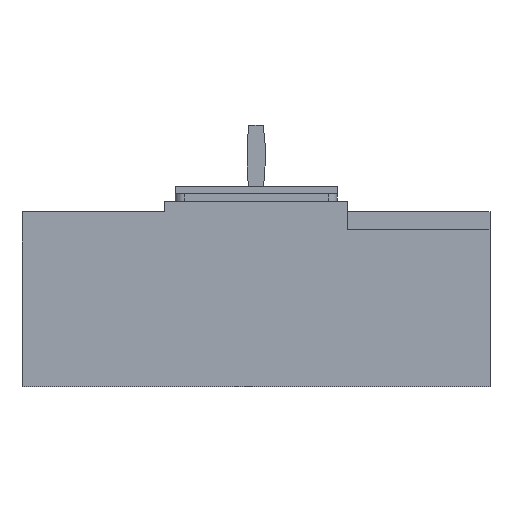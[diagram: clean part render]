
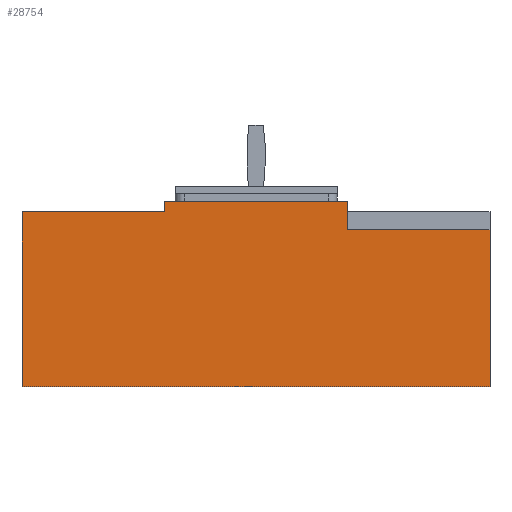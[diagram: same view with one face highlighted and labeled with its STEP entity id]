
A CAD part, left-side view. The second image highlights one B-rep face of the part: STEP entity #28754.
In plain terms, the highlighted free-form (B-spline) face has degree [1, 1] with [2, 2] control points.
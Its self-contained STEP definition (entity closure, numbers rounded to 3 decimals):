
#28754 = ADVANCED_FACE('',(#28755),#28769,.T.);
#28755 = FACE_BOUND('',#28756,.T.);
#28756 = EDGE_LOOP('',(#28757,#28779,#28794,#28809,#28824,#28839,#28854,
    #28869));
#28757 = ORIENTED_EDGE('',*,*,#28758,.T.);
#28758 = EDGE_CURVE('',#28759,#28761,#28763,.T.);
#28759 = VERTEX_POINT('',#28760);
#28760 = CARTESIAN_POINT('',(-81.678,-123.883,31.5)
  );
#28761 = VERTEX_POINT('',#28762);
#28762 = CARTESIAN_POINT('',(-81.678,-44.883,31.5)
  );
#28763 = SURFACE_CURVE('',#28764,(#28768),.PCURVE_S1.);
#28764 = LINE('',#28765,#28766);
#28765 = CARTESIAN_POINT('',(-81.678,-123.883,31.5)
  );
#28766 = VECTOR('',#28767,1.);
#28767 = DIRECTION('',(0.,1.,0.));
#28768 = PCURVE('',#28769,#28774);
#28769 = B_SPLINE_SURFACE_WITH_KNOTS('',1,1,(
    (#28770,#28771)
    ,(#28772,#28773
  )),.UNSPECIFIED.,.F.,.F.,.F.,(2,2),(2,2),(0.,1.),(0.,1.),
  .PIECEWISE_BEZIER_KNOTS.);
#28770 = CARTESIAN_POINT('',(-81.678,-123.883,-55.5
    ));
#28771 = CARTESIAN_POINT('',(-81.678,136.117,-55.5
    ));
#28772 = CARTESIAN_POINT('',(-81.678,-123.883,47.5)
  );
#28773 = CARTESIAN_POINT('',(-81.678,136.117,47.5)
  );
#28774 = DEFINITIONAL_REPRESENTATION('',(#28775),#28778);
#28775 = B_SPLINE_CURVE_WITH_KNOTS('',1,(#28776,#28777),.UNSPECIFIED.,
  .F.,.F.,(2,2),(0.,79.),.PIECEWISE_BEZIER_KNOTS.);
#28776 = CARTESIAN_POINT('',(0.845,0.));
#28777 = CARTESIAN_POINT('',(0.845,0.304));
#28778 = ( GEOMETRIC_REPRESENTATION_CONTEXT(2) 
PARAMETRIC_REPRESENTATION_CONTEXT() REPRESENTATION_CONTEXT('2D SPACE',''
  ) );
#28779 = ORIENTED_EDGE('',*,*,#28780,.T.);
#28780 = EDGE_CURVE('',#28761,#28781,#28783,.T.);
#28781 = VERTEX_POINT('',#28782);
#28782 = CARTESIAN_POINT('',(-81.678,-44.883,47.5)
  );
#28783 = SURFACE_CURVE('',#28784,(#28788),.PCURVE_S1.);
#28784 = LINE('',#28785,#28786);
#28785 = CARTESIAN_POINT('',(-81.678,-44.883,31.5)
  );
#28786 = VECTOR('',#28787,1.);
#28787 = DIRECTION('',(0.,0.,1.));
#28788 = PCURVE('',#28769,#28789);
#28789 = DEFINITIONAL_REPRESENTATION('',(#28790),#28793);
#28790 = B_SPLINE_CURVE_WITH_KNOTS('',1,(#28791,#28792),.UNSPECIFIED.,
  .F.,.F.,(2,2),(0.,16.),.PIECEWISE_BEZIER_KNOTS.);
#28791 = CARTESIAN_POINT('',(0.845,0.304));
#28792 = CARTESIAN_POINT('',(1.,0.304));
#28793 = ( GEOMETRIC_REPRESENTATION_CONTEXT(2) 
PARAMETRIC_REPRESENTATION_CONTEXT() REPRESENTATION_CONTEXT('2D SPACE',''
  ) );
#28794 = ORIENTED_EDGE('',*,*,#28795,.T.);
#28795 = EDGE_CURVE('',#28781,#28796,#28798,.T.);
#28796 = VERTEX_POINT('',#28797);
#28797 = CARTESIAN_POINT('',(-81.678,57.117,47.5)
  );
#28798 = SURFACE_CURVE('',#28799,(#28803),.PCURVE_S1.);
#28799 = LINE('',#28800,#28801);
#28800 = CARTESIAN_POINT('',(-81.678,-44.883,47.5)
  );
#28801 = VECTOR('',#28802,1.);
#28802 = DIRECTION('',(0.,1.,0.));
#28803 = PCURVE('',#28769,#28804);
#28804 = DEFINITIONAL_REPRESENTATION('',(#28805),#28808);
#28805 = B_SPLINE_CURVE_WITH_KNOTS('',1,(#28806,#28807),.UNSPECIFIED.,
  .F.,.F.,(2,2),(0.,102.),.PIECEWISE_BEZIER_KNOTS.);
#28806 = CARTESIAN_POINT('',(1.,0.304));
#28807 = CARTESIAN_POINT('',(1.,0.696));
#28808 = ( GEOMETRIC_REPRESENTATION_CONTEXT(2) 
PARAMETRIC_REPRESENTATION_CONTEXT() REPRESENTATION_CONTEXT('2D SPACE',''
  ) );
#28809 = ORIENTED_EDGE('',*,*,#28810,.T.);
#28810 = EDGE_CURVE('',#28796,#28811,#28813,.T.);
#28811 = VERTEX_POINT('',#28812);
#28812 = CARTESIAN_POINT('',(-81.678,57.117,41.5)
  );
#28813 = SURFACE_CURVE('',#28814,(#28818),.PCURVE_S1.);
#28814 = LINE('',#28815,#28816);
#28815 = CARTESIAN_POINT('',(-81.678,57.117,47.5)
  );
#28816 = VECTOR('',#28817,1.);
#28817 = DIRECTION('',(0.,0.,-1.));
#28818 = PCURVE('',#28769,#28819);
#28819 = DEFINITIONAL_REPRESENTATION('',(#28820),#28823);
#28820 = B_SPLINE_CURVE_WITH_KNOTS('',1,(#28821,#28822),.UNSPECIFIED.,
  .F.,.F.,(2,2),(0.,6.),.PIECEWISE_BEZIER_KNOTS.);
#28821 = CARTESIAN_POINT('',(1.,0.696));
#28822 = CARTESIAN_POINT('',(0.942,0.696));
#28823 = ( GEOMETRIC_REPRESENTATION_CONTEXT(2) 
PARAMETRIC_REPRESENTATION_CONTEXT() REPRESENTATION_CONTEXT('2D SPACE',''
  ) );
#28824 = ORIENTED_EDGE('',*,*,#28825,.T.);
#28825 = EDGE_CURVE('',#28811,#28826,#28828,.T.);
#28826 = VERTEX_POINT('',#28827);
#28827 = CARTESIAN_POINT('',(-81.678,136.117,41.5)
  );
#28828 = SURFACE_CURVE('',#28829,(#28833),.PCURVE_S1.);
#28829 = LINE('',#28830,#28831);
#28830 = CARTESIAN_POINT('',(-81.678,57.117,41.5)
  );
#28831 = VECTOR('',#28832,1.);
#28832 = DIRECTION('',(0.,1.,0.));
#28833 = PCURVE('',#28769,#28834);
#28834 = DEFINITIONAL_REPRESENTATION('',(#28835),#28838);
#28835 = B_SPLINE_CURVE_WITH_KNOTS('',1,(#28836,#28837),.UNSPECIFIED.,
  .F.,.F.,(2,2),(0.,79.),.PIECEWISE_BEZIER_KNOTS.);
#28836 = CARTESIAN_POINT('',(0.942,0.696));
#28837 = CARTESIAN_POINT('',(0.942,1.));
#28838 = ( GEOMETRIC_REPRESENTATION_CONTEXT(2) 
PARAMETRIC_REPRESENTATION_CONTEXT() REPRESENTATION_CONTEXT('2D SPACE',''
  ) );
#28839 = ORIENTED_EDGE('',*,*,#28840,.T.);
#28840 = EDGE_CURVE('',#28826,#28841,#28843,.T.);
#28841 = VERTEX_POINT('',#28842);
#28842 = CARTESIAN_POINT('',(-81.678,136.117,-55.5
    ));
#28843 = SURFACE_CURVE('',#28844,(#28848),.PCURVE_S1.);
#28844 = LINE('',#28845,#28846);
#28845 = CARTESIAN_POINT('',(-81.678,136.117,41.5)
  );
#28846 = VECTOR('',#28847,1.);
#28847 = DIRECTION('',(0.,0.,-1.));
#28848 = PCURVE('',#28769,#28849);
#28849 = DEFINITIONAL_REPRESENTATION('',(#28850),#28853);
#28850 = B_SPLINE_CURVE_WITH_KNOTS('',1,(#28851,#28852),.UNSPECIFIED.,
  .F.,.F.,(2,2),(0.,97.),.PIECEWISE_BEZIER_KNOTS.);
#28851 = CARTESIAN_POINT('',(0.942,1.));
#28852 = CARTESIAN_POINT('',(0.,1.));
#28853 = ( GEOMETRIC_REPRESENTATION_CONTEXT(2) 
PARAMETRIC_REPRESENTATION_CONTEXT() REPRESENTATION_CONTEXT('2D SPACE',''
  ) );
#28854 = ORIENTED_EDGE('',*,*,#28855,.T.);
#28855 = EDGE_CURVE('',#28841,#28856,#28858,.T.);
#28856 = VERTEX_POINT('',#28857);
#28857 = CARTESIAN_POINT('',(-81.678,-123.883,-55.5
    ));
#28858 = SURFACE_CURVE('',#28859,(#28863),.PCURVE_S1.);
#28859 = LINE('',#28860,#28861);
#28860 = CARTESIAN_POINT('',(-81.678,136.117,-55.5
    ));
#28861 = VECTOR('',#28862,1.);
#28862 = DIRECTION('',(0.,-1.,0.));
#28863 = PCURVE('',#28769,#28864);
#28864 = DEFINITIONAL_REPRESENTATION('',(#28865),#28868);
#28865 = B_SPLINE_CURVE_WITH_KNOTS('',1,(#28866,#28867),.UNSPECIFIED.,
  .F.,.F.,(2,2),(0.,260.),.PIECEWISE_BEZIER_KNOTS.);
#28866 = CARTESIAN_POINT('',(0.,1.));
#28867 = CARTESIAN_POINT('',(0.,0.));
#28868 = ( GEOMETRIC_REPRESENTATION_CONTEXT(2) 
PARAMETRIC_REPRESENTATION_CONTEXT() REPRESENTATION_CONTEXT('2D SPACE',''
  ) );
#28869 = ORIENTED_EDGE('',*,*,#28870,.T.);
#28870 = EDGE_CURVE('',#28856,#28759,#28871,.T.);
#28871 = SURFACE_CURVE('',#28872,(#28876),.PCURVE_S1.);
#28872 = LINE('',#28873,#28874);
#28873 = CARTESIAN_POINT('',(-81.678,-123.883,-55.5
    ));
#28874 = VECTOR('',#28875,1.);
#28875 = DIRECTION('',(0.,0.,1.));
#28876 = PCURVE('',#28769,#28877);
#28877 = DEFINITIONAL_REPRESENTATION('',(#28878),#28881);
#28878 = B_SPLINE_CURVE_WITH_KNOTS('',1,(#28879,#28880),.UNSPECIFIED.,
  .F.,.F.,(2,2),(0.,87.),.PIECEWISE_BEZIER_KNOTS.);
#28879 = CARTESIAN_POINT('',(0.,0.));
#28880 = CARTESIAN_POINT('',(0.845,0.));
#28881 = ( GEOMETRIC_REPRESENTATION_CONTEXT(2) 
PARAMETRIC_REPRESENTATION_CONTEXT() REPRESENTATION_CONTEXT('2D SPACE',''
  ) );
